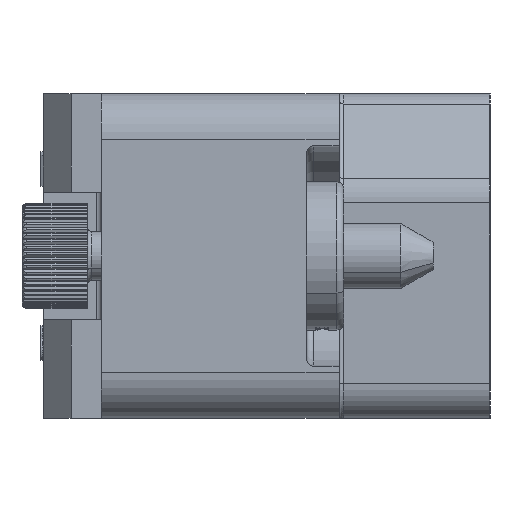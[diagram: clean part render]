
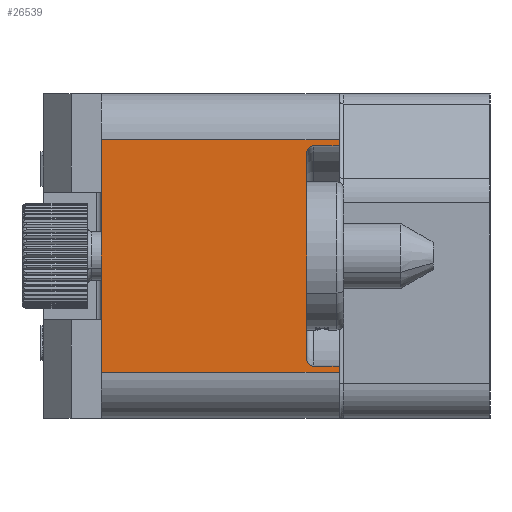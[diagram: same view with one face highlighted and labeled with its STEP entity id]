
A CAD part, left-side view. The second image highlights one B-rep face of the part: STEP entity #26539.
In plain terms, the highlighted planar face has unit normal (-1, 0, 0).
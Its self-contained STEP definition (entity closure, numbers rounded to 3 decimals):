
#1609=DIRECTION('',(0.,1.,0.));
#1610=VECTOR('',#1609,10.25);
#1611=CARTESIAN_POINT('',(-40.,0.,-5.));
#1612=LINE('',#1611,#1610);
#1618=DIRECTION('',(0.,0.,-1.));
#1619=VECTOR('',#1618,10.);
#1620=CARTESIAN_POINT('',(-40.,10.25,5.));
#1621=LINE('',#1620,#1619);
#2159=DIRECTION('',(0.,-1.,0.));
#2160=VECTOR('',#2159,10.25);
#2161=CARTESIAN_POINT('',(-40.,10.25,5.));
#2162=LINE('',#2161,#2160);
#5308=DIRECTION('',(0.,0.,1.));
#5309=VECTOR('',#5308,8.9);
#5310=CARTESIAN_POINT('',(-40.,1.4,-4.45));
#5311=LINE('',#5310,#5309);
#5312=DIRECTION('',(0.,1.,0.));
#5313=VECTOR('',#5312,1.1);
#5314=CARTESIAN_POINT('',(-40.,0.,-4.75));
#5315=LINE('',#5314,#5313);
#5316=DIRECTION('',(0.,0.,-1.));
#5317=VECTOR('',#5316,0.25);
#5318=CARTESIAN_POINT('',(-40.,0.,-4.75));
#5319=LINE('',#5318,#5317);
#5320=DIRECTION('',(0.,0.,-1.));
#5321=VECTOR('',#5320,0.25);
#5322=CARTESIAN_POINT('',(-40.,0.,5.));
#5323=LINE('',#5322,#5321);
#5324=DIRECTION('',(0.,1.,0.));
#5325=VECTOR('',#5324,1.1);
#5326=CARTESIAN_POINT('',(-40.,0.,4.75));
#5327=LINE('',#5326,#5325);
#5351=CARTESIAN_POINT('',(-40.,1.1,-4.45));
#5352=DIRECTION('',(1.,0.,0.));
#5353=DIRECTION('',(0.,0.,-1.));
#5354=AXIS2_PLACEMENT_3D('',#5351,#5352,#5353);
#5375=CARTESIAN_POINT('',(-40.,1.1,4.45));
#5376=DIRECTION('',(1.,0.,0.));
#5377=DIRECTION('',(0.,1.,0.));
#5378=AXIS2_PLACEMENT_3D('',#5375,#5376,#5377);
#17928=CARTESIAN_POINT('',(-40.,0.,5.));
#17929=VERTEX_POINT('',#17928);
#17930=CARTESIAN_POINT('',(-40.,10.25,5.));
#17931=VERTEX_POINT('',#17930);
#17936=CARTESIAN_POINT('',(-40.,10.25,-5.));
#17937=VERTEX_POINT('',#17936);
#17938=CARTESIAN_POINT('',(-40.,0.,-5.));
#17939=VERTEX_POINT('',#17938);
#17948=CARTESIAN_POINT('',(-40.,0.,-4.75));
#17950=VERTEX_POINT('',#17948);
#17954=CARTESIAN_POINT('',(-40.,0.,4.75));
#17955=VERTEX_POINT('',#17954);
#18165=CARTESIAN_POINT('',(-40.,1.4,-4.45));
#18167=VERTEX_POINT('',#18165);
#18169=CARTESIAN_POINT('',(-40.,1.1,-4.75));
#18171=VERTEX_POINT('',#18169);
#18176=CARTESIAN_POINT('',(-40.,1.4,4.45));
#18177=VERTEX_POINT('',#18176);
#18178=CARTESIAN_POINT('',(-40.,1.1,4.75));
#18179=VERTEX_POINT('',#18178);
#26517=CARTESIAN_POINT('',(-40.,0.,7.));
#26518=DIRECTION('',(-1.,0.,0.));
#26519=DIRECTION('',(0.,1.,0.));
#26520=AXIS2_PLACEMENT_3D('',#26517,#26518,#26519);
#26521=PLANE('',#26520);
#26523=ORIENTED_EDGE('',*,*,#26522,.F.);
#26525=ORIENTED_EDGE('',*,*,#26524,.F.);
#26527=ORIENTED_EDGE('',*,*,#26526,.F.);
#26528=ORIENTED_EDGE('',*,*,#23312,.T.);
#26529=ORIENTED_EDGE('',*,*,#23345,.T.);
#26530=ORIENTED_EDGE('',*,*,#23358,.F.);
#26531=ORIENTED_EDGE('',*,*,#23665,.T.);
#26532=ORIENTED_EDGE('',*,*,#23320,.T.);
#26534=ORIENTED_EDGE('',*,*,#26533,.T.);
#26536=ORIENTED_EDGE('',*,*,#26535,.F.);
#26537=EDGE_LOOP('',(#26523,#26525,#26527,#26528,#26529,#26530,#26531,#26532,
#26534,#26536));
#26538=FACE_OUTER_BOUND('',#26537,.F.);
#26539=ADVANCED_FACE('',(#26538),#26521,.T.);
#5355=CIRCLE('',#5354,0.3);
#5379=CIRCLE('',#5378,0.3);
#23312=EDGE_CURVE('',#17950,#17939,#5319,.T.);
#23320=EDGE_CURVE('',#17929,#17955,#5323,.T.);
#23345=EDGE_CURVE('',#17939,#17937,#1612,.T.);
#23358=EDGE_CURVE('',#17931,#17937,#1621,.T.);
#23665=EDGE_CURVE('',#17931,#17929,#2162,.T.);
#26522=EDGE_CURVE('',#18167,#18177,#5311,.T.);
#26524=EDGE_CURVE('',#18171,#18167,#5355,.T.);
#26526=EDGE_CURVE('',#17950,#18171,#5315,.T.);
#26533=EDGE_CURVE('',#17955,#18179,#5327,.T.);
#26535=EDGE_CURVE('',#18177,#18179,#5379,.T.);
